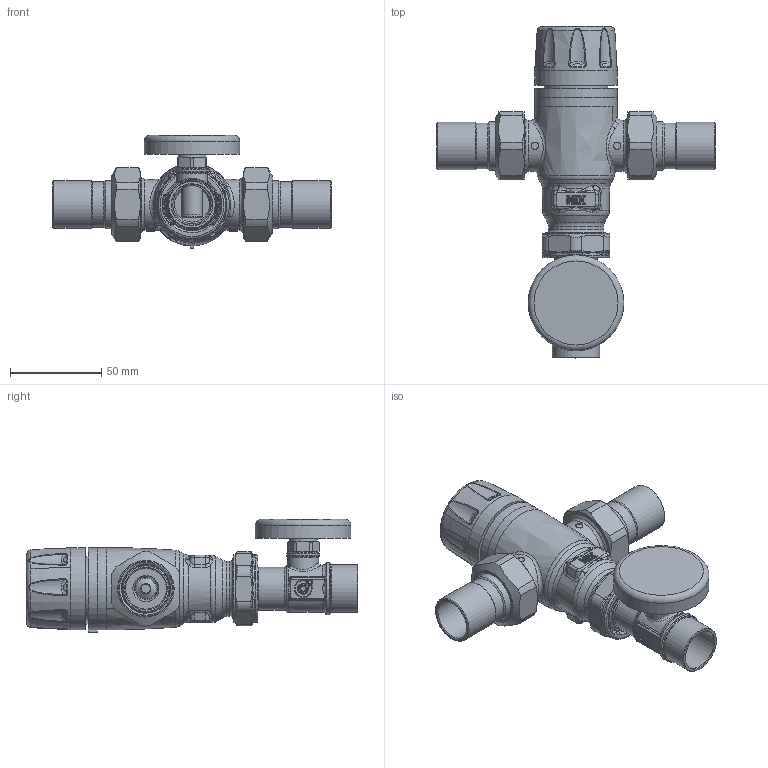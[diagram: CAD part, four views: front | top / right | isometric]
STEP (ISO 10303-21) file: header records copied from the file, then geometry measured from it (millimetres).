
FILE_DESCRIPTION(/* description */ (''),/* implementation_level */ '2;1');
FILE_NAME(/* name */ '521519AC.stp',/* time_stamp */ '2025-06-25T08:12:29-05:00',/* author */ ('ischreiner'),/* organization */ (''),/* preprocessor_version */ 'ST-DEVELOPER v20',/* originating_system */ 'Autodesk Inventor 2024',/* authorisation */ '');
FILE_SCHEMA (('AUTOMOTIVE_DESIGN { 1 0 10303 214 3 1 1 }'));
Products named in the file (9): 521519AC; 521101A; F41358; Neoperl OV20; F61008 - 1 inch union nut; NA10055; F0002386 drywell tin plated; NA11031 Temp Gauge; F0000698 1 inch slip nut
Assembly tree (11 placements, depth 2):
  521519AC
    521101A
    F41358  x2
    Neoperl OV20  x2
    F61008 - 1 inch union nut  x2
    NA10055
    F0002386 drywell tin plated
    NA11031 Temp Gauge
    F0000698 1 inch slip nut
Bounding box: 152.25 x 181.55 x 61.9 mm (x, y, z)
Volume: 266391.9 mm3; surface area: 76137.8 mm2
Topology: 13 solids, 13 shells, 2299 faces, 5537 edges, 3184 vertices
Faces by surface type: bspline 735, plane 595, cylinder 593, cone 137, torus 133, sphere 106
Full cylindrical faces by diameter (mm): 2 x1, 4 x2, 5.24 x2, 8 x1, 9 x1, 9.017 x1, 10.008 x1, 11.176 x1, 11.227 x1, 11.43 x1, 11.5 x1, 12.6 x2, 12.954 x1, 13.5 x1, 13.6 x1, 14.224 x2, 15.24 x1, 15.875 x1, 16.55 x2, 17 x1, 18 x1, 19 x1, 19.55 x2, 19.6 x4, 19.812 x2, 21 x1, 21.057 x2, 22.35 x1, 22.352 x2, 23.5 x1
Entity records: 122290 total; most frequent: CARTESIAN_POINT 78917, ORIENTED_EDGE 9054, DIRECTION 8144, EDGE_CURVE 4527, AXIS2_PLACEMENT_3D 3340, VERTEX_POINT 2627, EDGE_LOOP 2060, FACE_OUTER_BOUND 1979
